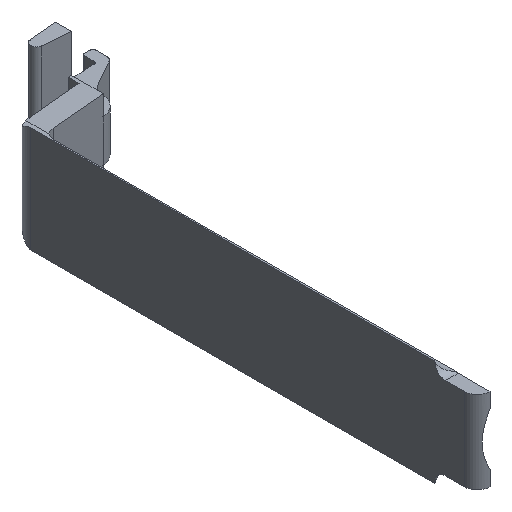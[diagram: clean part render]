
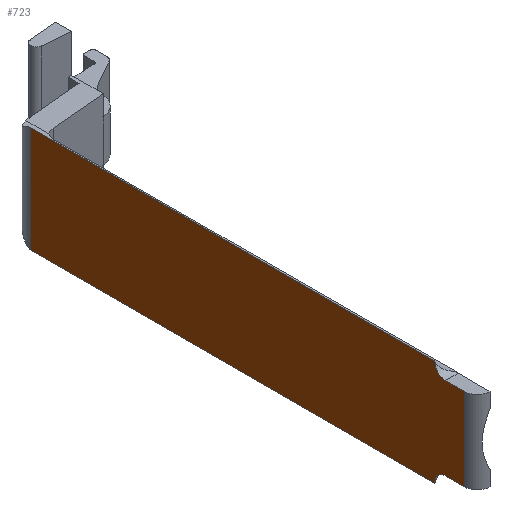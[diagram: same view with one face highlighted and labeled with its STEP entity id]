
A CAD part, isometric view. The second image highlights one B-rep face of the part: STEP entity #723.
In plain terms, the highlighted planar face has unit normal (-1, 0, 0).
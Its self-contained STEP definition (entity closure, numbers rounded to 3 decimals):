
#28=PLANE('',#770);
#60=FACE_OUTER_BOUND('',#97,.T.);
#97=EDGE_LOOP('',(#494,#495,#496,#497,#498,#499,#500,#501));
#131=LINE('',#1044,#202);
#148=LINE('',#1121,#219);
#149=LINE('',#1124,#220);
#150=LINE('',#1127,#221);
#151=LINE('',#1129,#222);
#152=LINE('',#1132,#223);
#202=VECTOR('',#833,7.8);
#219=VECTOR('',#868,10.);
#220=VECTOR('',#871,1.8);
#221=VECTOR('',#874,38.167);
#222=VECTOR('',#875,38.167);
#223=VECTOR('',#878,1.8);
#278=CIRCLE('',#771,1.005);
#279=CIRCLE('',#772,1.005);
#294=VERTEX_POINT('',#1041);
#295=VERTEX_POINT('',#1043);
#312=VERTEX_POINT('',#1084);
#314=VERTEX_POINT('',#1104);
#315=VERTEX_POINT('',#1123);
#316=VERTEX_POINT('',#1125);
#317=VERTEX_POINT('',#1128);
#318=VERTEX_POINT('',#1130);
#362=EDGE_CURVE('',#294,#295,#131,.T.);
#386=EDGE_CURVE('',#312,#314,#148,.T.);
#387=EDGE_CURVE('',#315,#294,#149,.T.);
#388=EDGE_CURVE('',#316,#315,#278,.T.);
#389=EDGE_CURVE('',#312,#316,#150,.T.);
#390=EDGE_CURVE('',#314,#317,#151,.T.);
#391=EDGE_CURVE('',#318,#317,#279,.T.);
#392=EDGE_CURVE('',#295,#318,#152,.T.);
#494=ORIENTED_EDGE('',*,*,#387,.F.);
#495=ORIENTED_EDGE('',*,*,#388,.F.);
#496=ORIENTED_EDGE('',*,*,#389,.F.);
#497=ORIENTED_EDGE('',*,*,#386,.T.);
#498=ORIENTED_EDGE('',*,*,#390,.T.);
#499=ORIENTED_EDGE('',*,*,#391,.F.);
#500=ORIENTED_EDGE('',*,*,#392,.F.);
#501=ORIENTED_EDGE('',*,*,#362,.F.);
#723=ADVANCED_FACE('',(#60),#28,.F.);
#770=AXIS2_PLACEMENT_3D('',#1122,#869,#870);
#771=AXIS2_PLACEMENT_3D('',#1126,#872,#873);
#772=AXIS2_PLACEMENT_3D('',#1131,#876,#877);
#833=DIRECTION('',(0.,0.,-1.));
#868=DIRECTION('',(0.,0.,-1.));
#869=DIRECTION('center_axis',(1.,0.,0.));
#870=DIRECTION('ref_axis',(0.,1.,0.));
#871=DIRECTION('',(0.,-1.,0.));
#872=DIRECTION('center_axis',(-1.,0.,0.));
#873=DIRECTION('ref_axis',(0.,0.,-1.));
#874=DIRECTION('',(0.,-1.,0.));
#875=DIRECTION('',(0.,-1.,0.));
#876=DIRECTION('center_axis',(-1.,0.,0.));
#877=DIRECTION('ref_axis',(0.,0.,1.));
#878=DIRECTION('',(0.,1.,0.));
#1041=CARTESIAN_POINT('',(0.,1.2,3.9));
#1043=CARTESIAN_POINT('',(0.,1.2,-3.9));
#1044=CARTESIAN_POINT('',(0.,1.2,7.5));
#1084=CARTESIAN_POINT('',(0.,42.167,5.));
#1104=CARTESIAN_POINT('',(0.,42.167,-5.));
#1121=CARTESIAN_POINT('',(0.,42.167,7.5));
#1122=CARTESIAN_POINT('Origin',(0.,1.2,7.5));
#1123=CARTESIAN_POINT('',(0.,3.,3.9));
#1124=CARTESIAN_POINT('',(0.,0.,3.9));
#1125=CARTESIAN_POINT('',(0.,4.,5.));
#1126=CARTESIAN_POINT('Origin',(0.,3.,4.905));
#1127=CARTESIAN_POINT('',(0.,54.251,5.));
#1128=CARTESIAN_POINT('',(0.,4.,-5.));
#1129=CARTESIAN_POINT('',(0.,54.251,-5.));
#1130=CARTESIAN_POINT('',(0.,3.,-3.9));
#1131=CARTESIAN_POINT('Origin',(0.,3.,-4.905));
#1132=CARTESIAN_POINT('',(0.,0.,-3.9));
